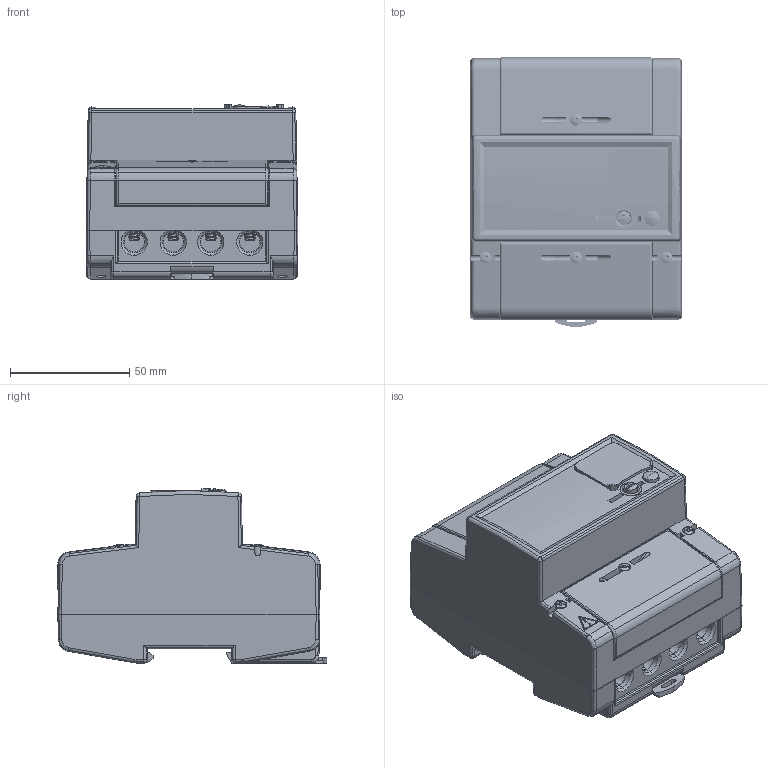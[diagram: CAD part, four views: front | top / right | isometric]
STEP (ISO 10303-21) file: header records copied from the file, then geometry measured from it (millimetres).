
FILE_DESCRIPTION (( 'STEP AP214' ), '1' );
FILE_NAME ('R5.STEP', '2025-02-12T10:04:56', ( '' ), ( '' ), 'SwSTEP 2.0', 'SolidWorks 2019', '' );
FILE_SCHEMA (( 'AUTOMOTIVE_DESIGN' ));
Length unit declared in the file: millimetre
Products named in the file (1): R5
Bounding box: 89 x 113.3 x 73.5 mm (x, y, z)
Volume: 179794.1 mm3; surface area: 186064.3 mm2
Topology: 214 solids, 214 shells, 4709 faces, 12332 edges, 8081 vertices
Faces by surface type: plane 2820, cylinder 1409, torus 292, sphere 86, cone 64, bspline 38
Entity records: 179194 total; most frequent: CARTESIAN_POINT 60943, ORIENTED_EDGE 24472, DIRECTION 22873, EDGE_CURVE 12236, VERTEX_POINT 8035, VECTOR 7923, LINE 7923, AXIS2_PLACEMENT_3D 7475
